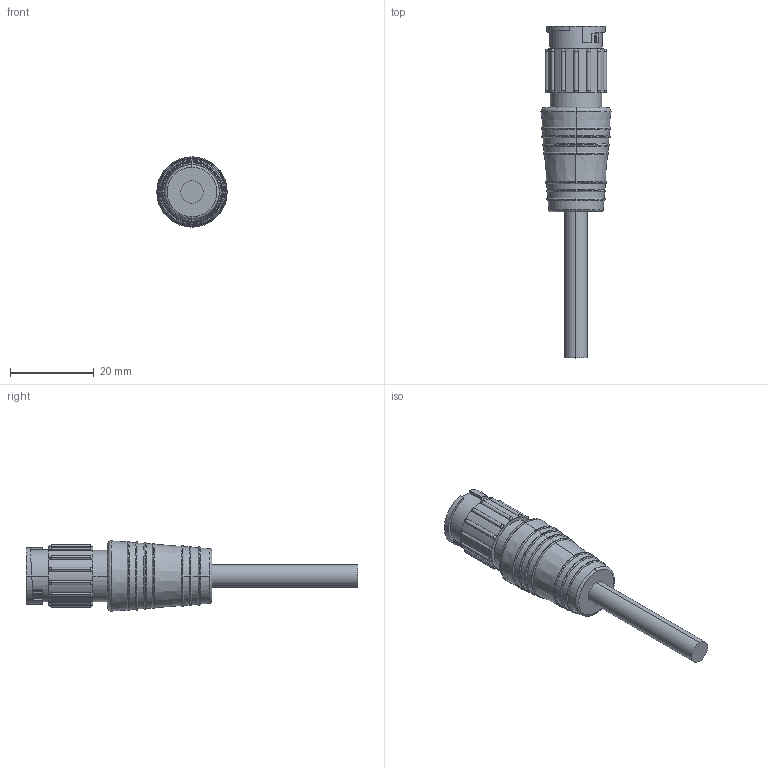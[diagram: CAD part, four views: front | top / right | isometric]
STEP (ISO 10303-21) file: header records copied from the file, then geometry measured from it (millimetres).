
FILE_DESCRIPTION (( 'STEP AP203' ), '1' );
FILE_NAME ('P147.STEP', '2020-05-12T03:13:05', ( 'edpusr' ), ( 'Microsoft' ), 'SwSTEP 2.0', 'SolidWorks 2015', '' );
FILE_SCHEMA (( 'CONFIG_CONTROL_DESIGN' ));
Length unit declared in the file: millimetre
Products named in the file (1): P147
Bounding box: 16.83 x 79.5 x 16.83 mm (x, y, z)
Volume: 7520.4 mm3; surface area: 4145 mm2
Topology: 1 solids, 2 shells, 305 faces, 776 edges, 468 vertices
Faces by surface type: cylinder 124, plane 70, sphere 48, bspline 45, cone 18
Entity records: 10120 total; most frequent: CARTESIAN_POINT 3094, DIRECTION 1512, ORIENTED_EDGE 1432, EDGE_CURVE 716, AXIS2_PLACEMENT_3D 630, VERTEX_POINT 440, CIRCLE 369, EDGE_LOOP 342
